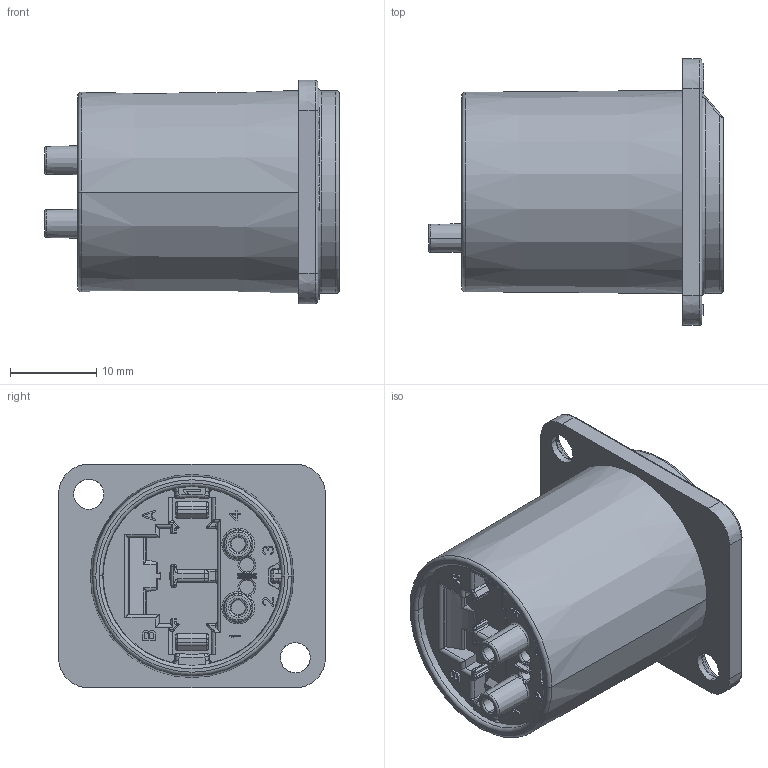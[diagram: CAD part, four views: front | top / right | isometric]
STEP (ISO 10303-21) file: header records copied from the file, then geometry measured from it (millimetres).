
FILE_DESCRIPTION((''),'2;1');
FILE_NAME('30009918','2022-08-26T08:42:03',('SYSTEM'),(''),'CREO PARAMETRIC BY PTC INC, 2021184','CREO PARAMETRIC BY PTC INC, 2021184','');
FILE_SCHEMA(('CONFIG_CONTROL_DESIGN'));
Length unit declared in the file: millimetre
Products named in the file (1): 30009918
Bounding box: 34.25 x 31 x 26 mm (x, y, z)
Volume: 12629 mm3; surface area: 5138.7 mm2
Topology: 1 solids, 2 shells, 984 faces, 2511 edges, 1569 vertices
Faces by surface type: plane 486, cylinder 239, bspline 150, torus 36, cone 35, sphere 32, extrusion 6
Entity records: 37094 total; most frequent: CARTESIAN_POINT 14575, ORIENTED_EDGE 5022, DIRECTION 4129, EDGE_CURVE 2511, VERTEX_POINT 1569, VECTOR 1545, LINE 1539, AXIS2_PLACEMENT_3D 1292
